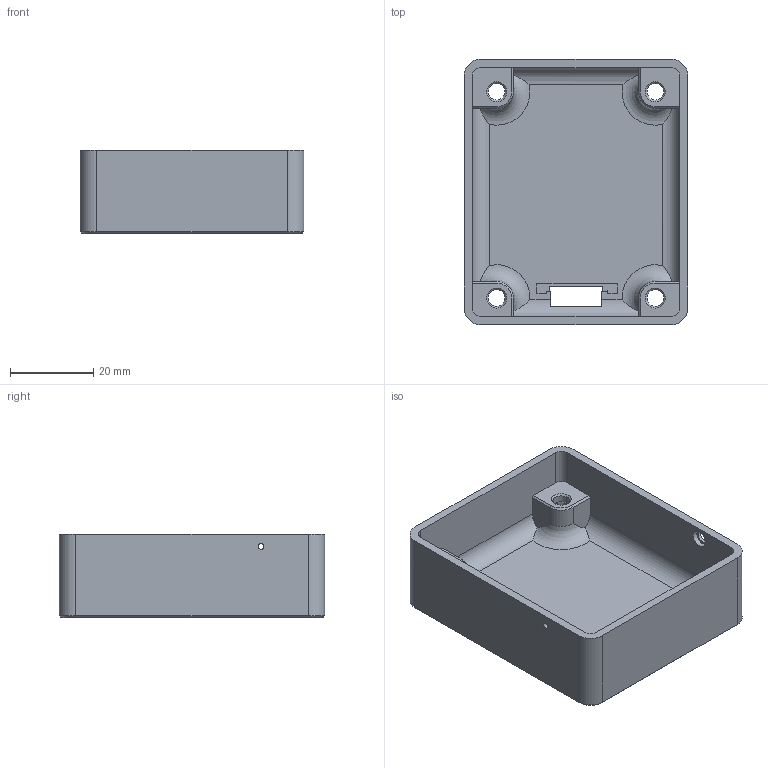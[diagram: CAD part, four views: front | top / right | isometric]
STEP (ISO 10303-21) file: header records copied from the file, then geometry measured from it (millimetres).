
FILE_DESCRIPTION(/* description */ (''),/* implementation_level */ '2;1');
FILE_NAME(/* name */ 'Pithy Pixel Mount B.step',/* time_stamp */ '2021-03-27T23:58:59+00:00',/* author */ (''),/* organization */ (''),/* preprocessor_version */ 'ST-DEVELOPER v18.1',/* originating_system */ 'Autodesk Translation Framework v9.10.0.1330',/* authorisation */ '');
FILE_SCHEMA (('AUTOMOTIVE_DESIGN { 1 0 10303 214 3 1 1 }'));
Length unit declared in the file: millimetre
Products named in the file (1): Pithy Pixel Mount B
Bounding box: 53.72 x 63.75 x 20 mm (x, y, z)
Volume: 17254.6 mm3; surface area: 15419.1 mm2
Topology: 1 solids, 1 shells, 105 faces, 278 edges, 176 vertices
Faces by surface type: plane 54, cylinder 27, cone 20, torus 4
Full cylindrical faces by diameter (mm): 1.4 x1, 3.3 x1, 4 x4, 4.2 x1, 6 x4
Entity records: 3366 total; most frequent: CARTESIAN_POINT 662, ORIENTED_EDGE 556, DIRECTION 554, EDGE_CURVE 278, AXIS2_PLACEMENT_3D 186, LINE 182, VECTOR 182, VERTEX_POINT 176
